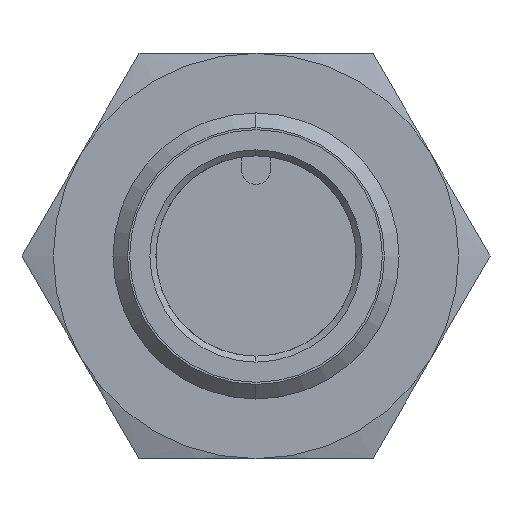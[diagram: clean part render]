
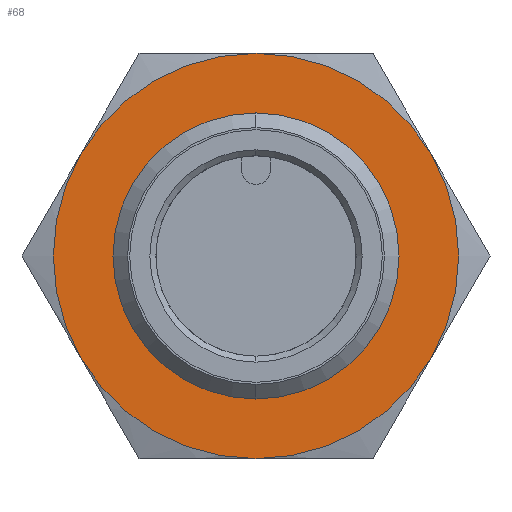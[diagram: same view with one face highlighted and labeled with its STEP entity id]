
A CAD part, left-side view. The second image highlights one B-rep face of the part: STEP entity #68.
In plain terms, the highlighted planar face has unit normal (-1, 0, 0).
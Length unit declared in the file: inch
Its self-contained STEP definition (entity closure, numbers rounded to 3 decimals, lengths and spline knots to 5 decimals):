
#5 = FACE_BOUND ( 'NONE', #3603, .T. ) ;
#68 = ADVANCED_FACE ( 'NONE', ( #4571, #5 ), #674, .T. ) ;
#141 = VERTEX_POINT ( 'NONE', #1728 ) ;
#220 = CARTESIAN_POINT ( 'NONE',  ( 1.41732, 0., 0.23622 ) ) ;
#239 = AXIS2_PLACEMENT_3D ( 'NONE', #1863, #2988, #4515 ) ;
#247 = DIRECTION ( 'NONE',  ( 0., 0., 1. ) ) ;
#276 = ORIENTED_EDGE ( 'NONE', *, *, #919, .F. ) ;
#375 = AXIS2_PLACEMENT_3D ( 'NONE', #1497, #3726, #2994 ) ;
#385 = DIRECTION ( 'NONE',  ( 0., 0., -1. ) ) ;
#412 = CIRCLE ( 'NONE', #690, 0.33465 ) ;
#455 = EDGE_CURVE ( 'NONE', #2296, #3974, #3627, .T. ) ;
#483 = DIRECTION ( 'NONE',  ( 0., 0., 1. ) ) ;
#528 = EDGE_CURVE ( 'NONE', #141, #4241, #4145, .T. ) ;
#596 = EDGE_CURVE ( 'NONE', #1765, #3157, #3916, .T. ) ;
#664 = CIRCLE ( 'NONE', #3984, 0.23622 ) ;
#674 = PLANE ( 'NONE',  #1946 ) ;
#690 = AXIS2_PLACEMENT_3D ( 'NONE', #1704, #4336, #2428 ) ;
#756 = DIRECTION ( 'NONE',  ( 1., 0., 0. ) ) ;
#894 = EDGE_LOOP ( 'NONE', ( #276, #3200, #2620, #2327, #4821, #3205 ) ) ;
#919 = EDGE_CURVE ( 'NONE', #3974, #3706, #1324, .T. ) ;
#961 = CARTESIAN_POINT ( 'NONE',  ( 1.41732, 0.28981, -0.16732 ) ) ;
#1104 = CARTESIAN_POINT ( 'NONE',  ( 1.41732, 0., 0. ) ) ;
#1123 = DIRECTION ( 'NONE',  ( 0., 0., -1. ) ) ;
#1324 = CIRCLE ( 'NONE', #375, 0.33465 ) ;
#1334 = CARTESIAN_POINT ( 'NONE',  ( 1.41732, 0.28981, 0.16732 ) ) ;
#1377 = DIRECTION ( 'NONE',  ( 1., 0., 0. ) ) ;
#1403 = CARTESIAN_POINT ( 'NONE',  ( 1.41732, 0., 0. ) ) ;
#1416 = CARTESIAN_POINT ( 'NONE',  ( 1.41732, 0., 0.33465 ) ) ;
#1492 = CARTESIAN_POINT ( 'NONE',  ( 1.41732, -0.28981, 0.16732 ) ) ;
#1497 = CARTESIAN_POINT ( 'NONE',  ( 1.41732, 0., 0. ) ) ;
#1584 = AXIS2_PLACEMENT_3D ( 'NONE', #1403, #1377, #3660 ) ;
#1595 = CARTESIAN_POINT ( 'NONE',  ( 1.41732, 0., 0. ) ) ;
#1660 = AXIS2_PLACEMENT_3D ( 'NONE', #2234, #756, #1123 ) ;
#1704 = CARTESIAN_POINT ( 'NONE',  ( 1.41732, 0., 0. ) ) ;
#1728 = CARTESIAN_POINT ( 'NONE',  ( 1.41732, 0., -0.23622 ) ) ;
#1765 = VERTEX_POINT ( 'NONE', #961 ) ;
#1840 = DIRECTION ( 'NONE',  ( 0., 0., -1. ) ) ;
#1863 = CARTESIAN_POINT ( 'NONE',  ( 1.41732, 0., 0. ) ) ;
#1946 = AXIS2_PLACEMENT_3D ( 'NONE', #4419, #2953, #247 ) ;
#1982 = CARTESIAN_POINT ( 'NONE',  ( 1.41732, 0., -0.33465 ) ) ;
#2209 = VERTEX_POINT ( 'NONE', #1416 ) ;
#2234 = CARTESIAN_POINT ( 'NONE',  ( 1.41732, 0., 0. ) ) ;
#2296 = VERTEX_POINT ( 'NONE', #1492 ) ;
#2327 = ORIENTED_EDGE ( 'NONE', *, *, #3761, .F. ) ;
#2373 = DIRECTION ( 'NONE',  ( 1., 0., 0. ) ) ;
#2428 = DIRECTION ( 'NONE',  ( 0., 0., -1. ) ) ;
#2471 = EDGE_CURVE ( 'NONE', #2209, #2296, #4421, .T. ) ;
#2620 = ORIENTED_EDGE ( 'NONE', *, *, #2471, .F. ) ;
#2634 = DIRECTION ( 'NONE',  ( 1., 0., 0. ) ) ;
#2953 = DIRECTION ( 'NONE',  ( -1., 0., 0. ) ) ;
#2988 = DIRECTION ( 'NONE',  ( 1., 0., 0. ) ) ;
#2994 = DIRECTION ( 'NONE',  ( 0., 0., -1. ) ) ;
#3157 = VERTEX_POINT ( 'NONE', #1334 ) ;
#3194 = AXIS2_PLACEMENT_3D ( 'NONE', #1104, #4110, #1840 ) ;
#3200 = ORIENTED_EDGE ( 'NONE', *, *, #455, .F. ) ;
#3205 = ORIENTED_EDGE ( 'NONE', *, *, #4324, .F. ) ;
#3346 = AXIS2_PLACEMENT_3D ( 'NONE', #4451, #2634, #385 ) ;
#3603 = EDGE_LOOP ( 'NONE', ( #4742, #4740 ) ) ;
#3627 = CIRCLE ( 'NONE', #3194, 0.33465 ) ;
#3660 = DIRECTION ( 'NONE',  ( 0., 0., -1. ) ) ;
#3706 = VERTEX_POINT ( 'NONE', #1982 ) ;
#3726 = DIRECTION ( 'NONE',  ( 1., 0., 0. ) ) ;
#3761 = EDGE_CURVE ( 'NONE', #3157, #2209, #412, .T. ) ;
#3781 = CARTESIAN_POINT ( 'NONE',  ( 1.41732, -0.28981, -0.16732 ) ) ;
#3916 = CIRCLE ( 'NONE', #1660, 0.33465 ) ;
#3974 = VERTEX_POINT ( 'NONE', #3781 ) ;
#3984 = AXIS2_PLACEMENT_3D ( 'NONE', #1595, #2373, #483 ) ;
#4110 = DIRECTION ( 'NONE',  ( 1., 0., 0. ) ) ;
#4145 = CIRCLE ( 'NONE', #239, 0.23622 ) ;
#4170 = EDGE_CURVE ( 'NONE', #4241, #141, #664, .T. ) ;
#4241 = VERTEX_POINT ( 'NONE', #220 ) ;
#4324 = EDGE_CURVE ( 'NONE', #3706, #1765, #4685, .T. ) ;
#4336 = DIRECTION ( 'NONE',  ( 1., 0., 0. ) ) ;
#4419 = CARTESIAN_POINT ( 'NONE',  ( 1.41732, -0.16732, 0. ) ) ;
#4421 = CIRCLE ( 'NONE', #3346, 0.33465 ) ;
#4451 = CARTESIAN_POINT ( 'NONE',  ( 1.41732, 0., 0. ) ) ;
#4515 = DIRECTION ( 'NONE',  ( 0., 0., 1. ) ) ;
#4571 = FACE_OUTER_BOUND ( 'NONE', #894, .T. ) ;
#4685 = CIRCLE ( 'NONE', #1584, 0.33465 ) ;
#4740 = ORIENTED_EDGE ( 'NONE', *, *, #528, .T. ) ;
#4742 = ORIENTED_EDGE ( 'NONE', *, *, #4170, .T. ) ;
#4821 = ORIENTED_EDGE ( 'NONE', *, *, #596, .F. ) ;
